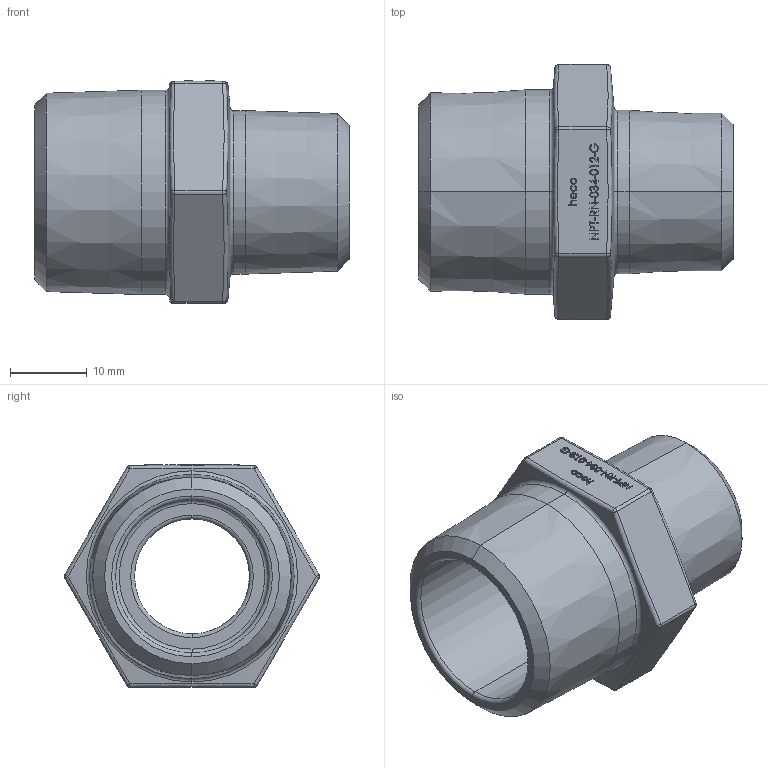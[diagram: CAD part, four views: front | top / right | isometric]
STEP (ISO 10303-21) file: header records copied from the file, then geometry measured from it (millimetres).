
FILE_DESCRIPTION (( 'STEP AP214' ), '1' );
FILE_NAME ('NPT -RN-034-012-G Reduziernippel 1805.STEP', '2018-05-09T08:52:21', ( '' ), ( '' ), 'SwSTEP 2.0', 'SolidWorks 2016', '' );
FILE_SCHEMA (( 'AUTOMOTIVE_DESIGN' ));
Length unit declared in the file: millimetre
Products named in the file (1): NPT -RN-034-012-G Reduziernippel 1805
Bounding box: 41 x 33.33 x 29.1 mm (x, y, z)
Volume: 10264.1 mm3; surface area: 6295.5 mm2
Topology: 1 solids, 5 shells, 355 faces, 899 edges, 578 vertices
Faces by surface type: plane 165, bspline 140, cylinder 14, torus 12, cone 12, sphere 12
Entity records: 20266 total; most frequent: CARTESIAN_POINT 10229, ORIENTED_EDGE 1782, DIRECTION 1123, EDGE_CURVE 891, VERTEX_POINT 574, VECTOR 523, LINE 523, EDGE_LOOP 389
